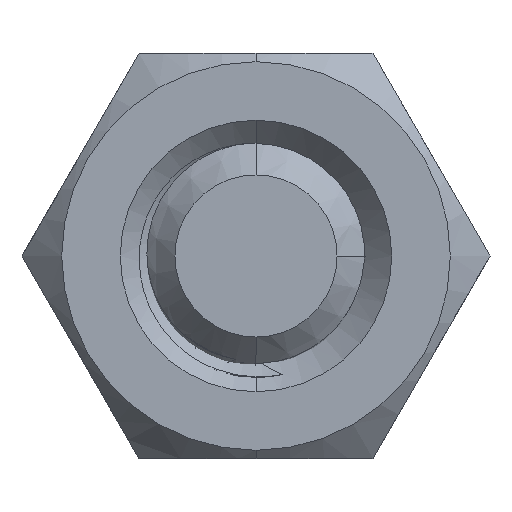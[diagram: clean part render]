
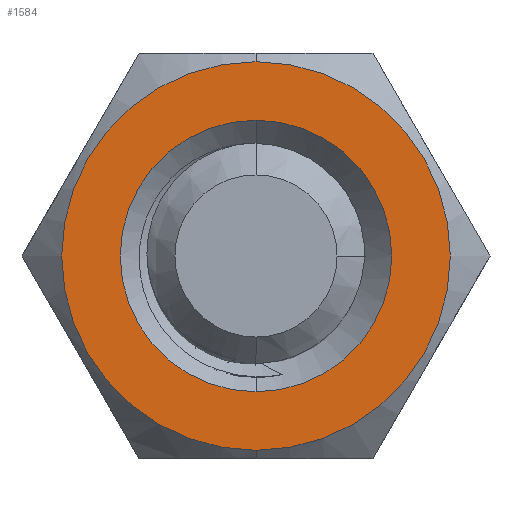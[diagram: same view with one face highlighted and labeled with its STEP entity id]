
A CAD part, front view. The second image highlights one B-rep face of the part: STEP entity #1584.
In plain terms, the highlighted planar face has unit normal (0, -1, 0).
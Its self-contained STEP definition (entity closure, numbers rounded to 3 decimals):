
#398 = DIRECTION ( 'NONE',  ( 0., 0., 1. ) ) ;
#440 = VERTEX_POINT ( 'NONE', #7419 ) ;
#601 = ORIENTED_EDGE ( 'NONE', *, *, #3225, .F. ) ;
#657 = EDGE_CURVE ( 'NONE', #440, #5611, #2915, .T. ) ;
#758 = AXIS2_PLACEMENT_3D ( 'NONE', #7538, #5793, #7701 ) ;
#1060 = CIRCLE ( 'NONE', #3483, 3.35 ) ;
#1177 = CARTESIAN_POINT ( 'NONE',  ( -0.031, 0.043, 3.337 ) ) ;
#1266 = CARTESIAN_POINT ( 'NONE',  ( -0.031, 0.043, -0.013 ) ) ;
#1297 = CARTESIAN_POINT ( 'NONE',  ( -0.031, 0.043, -0.013 ) ) ;
#1584 = ADVANCED_FACE ( 'NONE', ( #5717, #4375 ), #4175, .F. ) ;
#1972 = DIRECTION ( 'NONE',  ( 0., 0., 1. ) ) ;
#2005 = VERTEX_POINT ( 'NONE', #6205 ) ;
#2094 = CARTESIAN_POINT ( 'NONE',  ( -0.031, 0.043, -4.807 ) ) ;
#2432 = CIRCLE ( 'NONE', #8179, 4.794 ) ;
#2534 = DIRECTION ( 'NONE',  ( 1., 0., 0. ) ) ;
#2915 = CIRCLE ( 'NONE', #758, 3.35 ) ;
#3137 = ORIENTED_EDGE ( 'NONE', *, *, #5201, .F. ) ;
#3145 = ORIENTED_EDGE ( 'NONE', *, *, #3683, .F. ) ;
#3161 = DIRECTION ( 'NONE',  ( 0., 1., 0. ) ) ;
#3225 = EDGE_CURVE ( 'NONE', #2005, #6737, #2432, .T. ) ;
#3267 = CIRCLE ( 'NONE', #6203, 4.794 ) ;
#3365 = DIRECTION ( 'NONE',  ( 0., 1., 0. ) ) ;
#3483 = AXIS2_PLACEMENT_3D ( 'NONE', #8185, #6929, #398 ) ;
#3683 = EDGE_CURVE ( 'NONE', #6737, #2005, #3267, .T. ) ;
#3798 = DIRECTION ( 'NONE',  ( 0., 1., 0. ) ) ;
#3839 = DIRECTION ( 'NONE',  ( 0., 0., -1. ) ) ;
#4175 = PLANE ( 'NONE',  #4232 ) ;
#4232 = AXIS2_PLACEMENT_3D ( 'NONE', #8211, #3161, #2534 ) ;
#4375 = FACE_OUTER_BOUND ( 'NONE', #8199, .T. ) ;
#4576 = ORIENTED_EDGE ( 'NONE', *, *, #657, .F. ) ;
#5201 = EDGE_CURVE ( 'NONE', #5611, #440, #1060, .T. ) ;
#5611 = VERTEX_POINT ( 'NONE', #1177 ) ;
#5717 = FACE_BOUND ( 'NONE', #8135, .T. ) ;
#5793 = DIRECTION ( 'NONE',  ( 0., -1., 0. ) ) ;
#6203 = AXIS2_PLACEMENT_3D ( 'NONE', #1266, #3798, #3839 ) ;
#6205 = CARTESIAN_POINT ( 'NONE',  ( -0.031, 0.043, 4.782 ) ) ;
#6737 = VERTEX_POINT ( 'NONE', #2094 ) ;
#6929 = DIRECTION ( 'NONE',  ( 0., -1., 0. ) ) ;
#7419 = CARTESIAN_POINT ( 'NONE',  ( -0.031, 0.043, -3.363 ) ) ;
#7538 = CARTESIAN_POINT ( 'NONE',  ( -0.031, 0.043, -0.013 ) ) ;
#7701 = DIRECTION ( 'NONE',  ( 0., 0., -1. ) ) ;
#8135 = EDGE_LOOP ( 'NONE', ( #3137, #4576 ) ) ;
#8179 = AXIS2_PLACEMENT_3D ( 'NONE', #1297, #3365, #1972 ) ;
#8185 = CARTESIAN_POINT ( 'NONE',  ( -0.031, 0.043, -0.013 ) ) ;
#8199 = EDGE_LOOP ( 'NONE', ( #601, #3145 ) ) ;
#8211 = CARTESIAN_POINT ( 'NONE',  ( -0.031, 0.043, -0.013 ) ) ;
